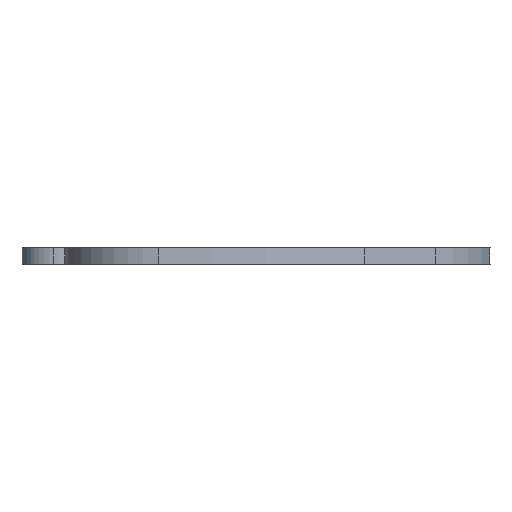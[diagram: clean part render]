
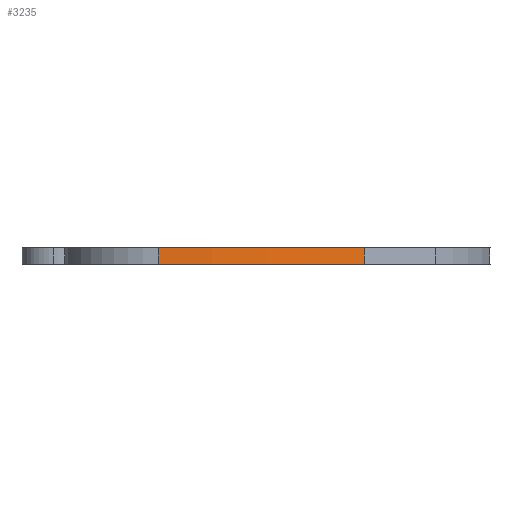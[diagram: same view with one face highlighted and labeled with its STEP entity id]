
A CAD part, left-side view. The second image highlights one B-rep face of the part: STEP entity #3235.
In plain terms, the highlighted free-form (B-spline) face has degree [2, 1] with [3, 2] control points.
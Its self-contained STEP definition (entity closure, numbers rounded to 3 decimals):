
#761 = VERTEX_POINT('',#762);
#762 = CARTESIAN_POINT('',(-38.814,21.628,0.));
#768 = EDGE_CURVE('',#769,#761,#771,.T.);
#769 = VERTEX_POINT('',#770);
#770 = CARTESIAN_POINT('',(-26.924,-14.293,0.));
#771 = ( BOUNDED_CURVE() B_SPLINE_CURVE(2,(#772,#773,#774),
.UNSPECIFIED.,.F.,.F.) B_SPLINE_CURVE_WITH_KNOTS((3,3),(5.644,
6.283),.PIECEWISE_BEZIER_KNOTS.) CURVE() 
GEOMETRIC_REPRESENTATION_ITEM() RATIONAL_B_SPLINE_CURVE((1.,
0.949,1.)) REPRESENTATION_ITEM('') );
#772 = CARTESIAN_POINT('',(-26.924,-14.293,0.));
#773 = CARTESIAN_POINT('',(-38.814,1.7,0.));
#774 = CARTESIAN_POINT('',(-38.814,21.628,0.));
#1586 = VERTEX_POINT('',#1587);
#1587 = CARTESIAN_POINT('',(-26.924,-14.293,
    -2.903));
#1593 = EDGE_CURVE('',#1586,#1594,#1596,.T.);
#1594 = VERTEX_POINT('',#1595);
#1595 = CARTESIAN_POINT('',(-38.814,21.628,
    -2.903));
#1596 = ( BOUNDED_CURVE() B_SPLINE_CURVE(2,(#1597,#1598,#1599),
.UNSPECIFIED.,.F.,.F.) B_SPLINE_CURVE_WITH_KNOTS((3,3),(2.502,
3.142),.PIECEWISE_BEZIER_KNOTS.) CURVE() 
GEOMETRIC_REPRESENTATION_ITEM() RATIONAL_B_SPLINE_CURVE((1.,
0.949,1.)) REPRESENTATION_ITEM('') );
#1597 = CARTESIAN_POINT('',(-26.924,-14.293,
    -2.903));
#1598 = CARTESIAN_POINT('',(-38.814,1.7,
    -2.903));
#1599 = CARTESIAN_POINT('',(-38.814,21.628,
    -2.903));
#3218 = EDGE_CURVE('',#761,#1594,#3219,.T.);
#3219 = B_SPLINE_CURVE_WITH_KNOTS('',1,(#3220,#3221),.UNSPECIFIED.,.F.,
  .F.,(2,2),(0.,2.),.PIECEWISE_BEZIER_KNOTS.);
#3220 = CARTESIAN_POINT('',(-38.814,21.628,0.));
#3221 = CARTESIAN_POINT('',(-38.814,21.628,
    -2.903));
#3235 = ADVANCED_FACE('',(#3236),#3246,.T.);
#3236 = FACE_BOUND('',#3237,.T.);
#3237 = EDGE_LOOP('',(#3238,#3239,#3240,#3245));
#3238 = ORIENTED_EDGE('',*,*,#3218,.T.);
#3239 = ORIENTED_EDGE('',*,*,#1593,.F.);
#3240 = ORIENTED_EDGE('',*,*,#3241,.F.);
#3241 = EDGE_CURVE('',#769,#1586,#3242,.T.);
#3242 = B_SPLINE_CURVE_WITH_KNOTS('',1,(#3243,#3244),.UNSPECIFIED.,.F.,
  .F.,(2,2),(0.,2.),.PIECEWISE_BEZIER_KNOTS.);
#3243 = CARTESIAN_POINT('',(-26.924,-14.293,0.));
#3244 = CARTESIAN_POINT('',(-26.924,-14.293,
    -2.903));
#3245 = ORIENTED_EDGE('',*,*,#768,.T.);
#3246 = ( BOUNDED_SURFACE() B_SPLINE_SURFACE(2,1,(
    (#3247,#3248)
    ,(#3249,#3250)
    ,(#3251,#3252
)),.UNSPECIFIED.,.F.,.F.,.F.) B_SPLINE_SURFACE_WITH_KNOTS((3,3),(2,2),(
    5.644,6.283),(0.,2.),.PIECEWISE_BEZIER_KNOTS.) 
GEOMETRIC_REPRESENTATION_ITEM() RATIONAL_B_SPLINE_SURFACE((
    (1.,1.)
    ,(0.949,0.949)
,(1.,1.))) REPRESENTATION_ITEM('') SURFACE() );
#3247 = CARTESIAN_POINT('',(-26.924,-14.293,0.));
#3248 = CARTESIAN_POINT('',(-26.924,-14.293,
    -2.903));
#3249 = CARTESIAN_POINT('',(-38.814,1.7,0.));
#3250 = CARTESIAN_POINT('',(-38.814,1.7,
    -2.903));
#3251 = CARTESIAN_POINT('',(-38.814,21.628,0.));
#3252 = CARTESIAN_POINT('',(-38.814,21.628,
    -2.903));
